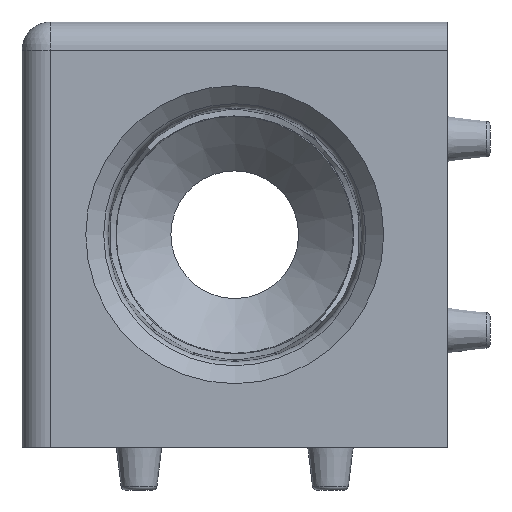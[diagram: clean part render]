
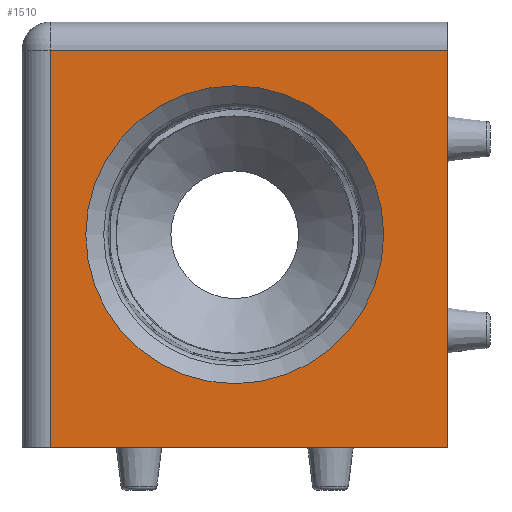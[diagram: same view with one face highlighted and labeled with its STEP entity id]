
A CAD part, front view. The second image highlights one B-rep face of the part: STEP entity #1510.
In plain terms, the highlighted planar face has unit normal (0, -1, 0).
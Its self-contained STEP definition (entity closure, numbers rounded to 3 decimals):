
#30=FACE_BOUND('',#387,.T.);
#36=PLANE('',#1751);
#118=LINE('',#2661,#190);
#140=LINE('',#2707,#212);
#144=LINE('',#2715,#216);
#145=LINE('',#2716,#217);
#190=VECTOR('',#2193,28.);
#212=VECTOR('',#2225,28.);
#216=VECTOR('',#2231,28.);
#217=VECTOR('',#2232,28.);
#297=FACE_OUTER_BOUND('',#386,.T.);
#386=EDGE_LOOP('',(#1285,#1286,#1287,#1288));
#387=EDGE_LOOP('',(#1289,#1290));
#437=CIRCLE('',#1584,10.5);
#438=CIRCLE('',#1585,10.5);
#567=VERTEX_POINT('',#2349);
#568=VERTEX_POINT('',#2351);
#683=VERTEX_POINT('',#2658);
#684=VERTEX_POINT('',#2660);
#703=VERTEX_POINT('',#2705);
#706=VERTEX_POINT('',#2714);
#731=EDGE_CURVE('',#568,#567,#437,.T.);
#732=EDGE_CURVE('',#567,#568,#438,.T.);
#887=EDGE_CURVE('',#684,#683,#118,.T.);
#912=EDGE_CURVE('',#703,#683,#140,.T.);
#916=EDGE_CURVE('',#703,#706,#144,.T.);
#917=EDGE_CURVE('',#706,#684,#145,.T.);
#1285=ORIENTED_EDGE('',*,*,#912,.F.);
#1286=ORIENTED_EDGE('',*,*,#916,.T.);
#1287=ORIENTED_EDGE('',*,*,#917,.T.);
#1288=ORIENTED_EDGE('',*,*,#887,.T.);
#1289=ORIENTED_EDGE('',*,*,#731,.T.);
#1290=ORIENTED_EDGE('',*,*,#732,.T.);
#1510=ADVANCED_FACE('',(#297,#30),#36,.F.);
#1584=AXIS2_PLACEMENT_3D('',#2352,#1838,#1839);
#1585=AXIS2_PLACEMENT_3D('',#2353,#1840,#1841);
#1751=AXIS2_PLACEMENT_3D('',#2713,#2229,#2230);
#1838=DIRECTION('center_axis',(0.,1.,0.));
#1839=DIRECTION('ref_axis',(0.,0.,1.));
#1840=DIRECTION('center_axis',(0.,1.,0.));
#1841=DIRECTION('ref_axis',(0.,0.,1.));
#2193=DIRECTION('',(1.,0.,0.));
#2225=DIRECTION('',(0.,0.,-1.));
#2229=DIRECTION('center_axis',(0.,1.,0.));
#2230=DIRECTION('ref_axis',(0.,0.,1.));
#2231=DIRECTION('',(-1.,0.,0.));
#2232=DIRECTION('',(0.,0.,-1.));
#2349=CARTESIAN_POINT('',(0.,-15.,10.5));
#2351=CARTESIAN_POINT('',(0.,-15.,-10.5));
#2352=CARTESIAN_POINT('Origin',(0.,-15.,0.));
#2353=CARTESIAN_POINT('Origin',(0.,-15.,0.));
#2658=CARTESIAN_POINT('',(15.,-15.,-15.));
#2660=CARTESIAN_POINT('',(-13.,-15.,-15.));
#2661=CARTESIAN_POINT('',(-13.,-15.,-15.));
#2705=CARTESIAN_POINT('',(15.,-15.,13.));
#2707=CARTESIAN_POINT('',(15.,-15.,13.));
#2713=CARTESIAN_POINT('Origin',(-15.,-15.,15.));
#2714=CARTESIAN_POINT('',(-13.,-15.,13.));
#2715=CARTESIAN_POINT('',(15.,-15.,13.));
#2716=CARTESIAN_POINT('',(-13.,-15.,13.));
